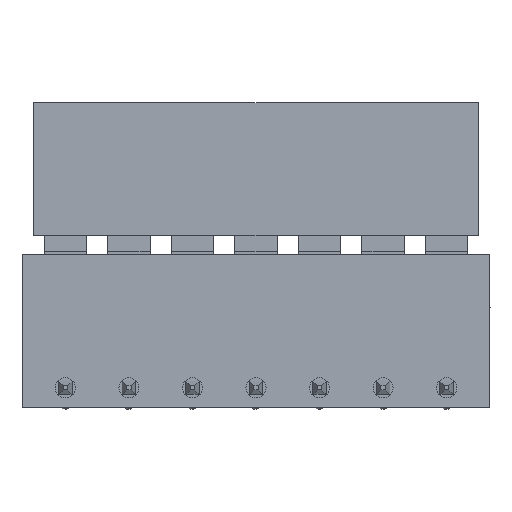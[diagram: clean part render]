
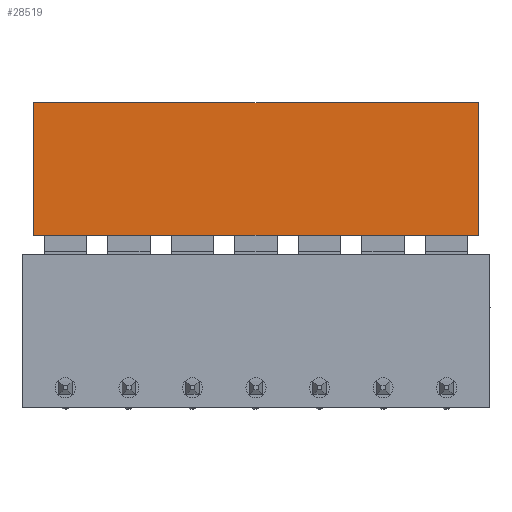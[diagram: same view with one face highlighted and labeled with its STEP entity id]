
A CAD part, front view. The second image highlights one B-rep face of the part: STEP entity #28519.
In plain terms, the highlighted planar face has unit normal (0, -1, 0).
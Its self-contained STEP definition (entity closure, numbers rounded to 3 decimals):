
#394 = EDGE_CURVE ( 'NONE', #28545, #22607, #24027, .T. ) ;
#1089 = LINE ( 'NONE', #33762, #34002 ) ;
#2544 = CARTESIAN_POINT ( 'NONE',  ( 27.365, -3.22, 9.15 ) ) ;
#2644 = EDGE_CURVE ( 'NONE', #12568, #2730, #11803, .T. ) ;
#2730 = VERTEX_POINT ( 'NONE', #3375 ) ;
#3375 = CARTESIAN_POINT ( 'NONE',  ( 27.365, -3.22, 5.15 ) ) ;
#3868 = DIRECTION ( 'NONE',  ( 0., 0., -1. ) ) ;
#6664 = VECTOR ( 'NONE', #33205, 1000. ) ;
#6707 = CARTESIAN_POINT ( 'NONE',  ( 0.695, -3.22, 5.15 ) ) ;
#8352 = LINE ( 'NONE', #2544, #31913 ) ;
#8912 = DIRECTION ( 'NONE',  ( 0., 0., -1. ) ) ;
#11803 = LINE ( 'NONE', #28109, #6664 ) ;
#12568 = VERTEX_POINT ( 'NONE', #6707 ) ;
#12906 = CARTESIAN_POINT ( 'NONE',  ( 0.695, -3.22, 13.1 ) ) ;
#13629 = EDGE_CURVE ( 'NONE', #2730, #28545, #8352, .T. ) ;
#13819 = ORIENTED_EDGE ( 'NONE', *, *, #13629, .T. ) ;
#15099 = FACE_OUTER_BOUND ( 'NONE', #23141, .T. ) ;
#17046 = ORIENTED_EDGE ( 'NONE', *, *, #2644, .T. ) ;
#17392 = AXIS2_PLACEMENT_3D ( 'NONE', #28721, #29073, #3868 ) ;
#17972 = PLANE ( 'NONE',  #17392 ) ;
#19406 = DIRECTION ( 'NONE',  ( 0., 0., 1. ) ) ;
#20570 = DIRECTION ( 'NONE',  ( -1., 0., 0. ) ) ;
#22067 = VECTOR ( 'NONE', #20570, 1000. ) ;
#22607 = VERTEX_POINT ( 'NONE', #12906 ) ;
#23141 = EDGE_LOOP ( 'NONE', ( #28533, #29702, #17046, #13819 ) ) ;
#23628 = CARTESIAN_POINT ( 'NONE',  ( 27.365, -3.22, 13.1 ) ) ;
#24027 = LINE ( 'NONE', #35093, #22067 ) ;
#28109 = CARTESIAN_POINT ( 'NONE',  ( 0.695, -3.22, 5.15 ) ) ;
#28519 = ADVANCED_FACE ( 'NONE', ( #15099 ), #17972, .T. ) ;
#28533 = ORIENTED_EDGE ( 'NONE', *, *, #394, .T. ) ;
#28545 = VERTEX_POINT ( 'NONE', #23628 ) ;
#28721 = CARTESIAN_POINT ( 'NONE',  ( 0.695, -3.22, 9.15 ) ) ;
#29073 = DIRECTION ( 'NONE',  ( 0., -1., 0. ) ) ;
#29702 = ORIENTED_EDGE ( 'NONE', *, *, #35722, .T. ) ;
#31913 = VECTOR ( 'NONE', #19406, 1000. ) ;
#33205 = DIRECTION ( 'NONE',  ( 1., 0., 0. ) ) ;
#33762 = CARTESIAN_POINT ( 'NONE',  ( 0.695, -3.22, 9.15 ) ) ;
#34002 = VECTOR ( 'NONE', #8912, 1000. ) ;
#35093 = CARTESIAN_POINT ( 'NONE',  ( 0.695, -3.22, 13.1 ) ) ;
#35722 = EDGE_CURVE ( 'NONE', #22607, #12568, #1089, .T. ) ;
